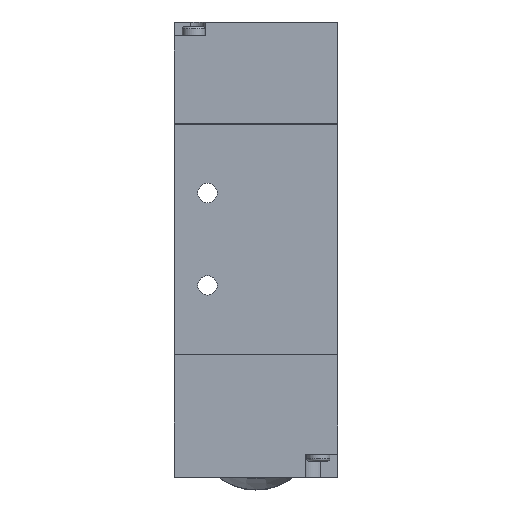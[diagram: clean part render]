
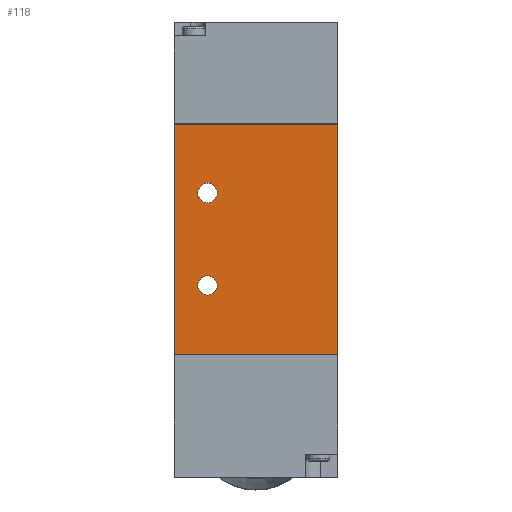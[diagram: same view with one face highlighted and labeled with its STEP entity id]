
A CAD part, front view. The second image highlights one B-rep face of the part: STEP entity #118.
In plain terms, the highlighted planar face has unit normal (0, -1, 0).
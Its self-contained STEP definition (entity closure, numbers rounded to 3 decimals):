
#118 = ADVANCED_FACE( '', ( #314, #315, #316 ), #317, .T. );
#314 = FACE_BOUND( '', #631, .T. );
#315 = FACE_BOUND( '', #632, .T. );
#316 = FACE_OUTER_BOUND( '', #633, .T. );
#317 = PLANE( '', #634 );
#631 = EDGE_LOOP( '', ( #1176 ) );
#632 = EDGE_LOOP( '', ( #1177 ) );
#633 = EDGE_LOOP( '', ( #1178, #1179, #1180, #1181 ) );
#634 = AXIS2_PLACEMENT_3D( '', #1182, #1183, #1184 );
#1176 = ORIENTED_EDGE( '', *, *, #1954, .T. );
#1177 = ORIENTED_EDGE( '', *, *, #1955, .T. );
#1178 = ORIENTED_EDGE( '', *, *, #1916, .T. );
#1179 = ORIENTED_EDGE( '', *, *, #1953, .T. );
#1180 = ORIENTED_EDGE( '', *, *, #1936, .F. );
#1181 = ORIENTED_EDGE( '', *, *, #1956, .F. );
#1182 = CARTESIAN_POINT( '', ( -17.7, -13.2, -57. ) );
#1183 = DIRECTION( '', ( 0., -1., 0. ) );
#1184 = DIRECTION( '', ( 0., 0., -1. ) );
#1916 = EDGE_CURVE( '', #2286, #2290, #2292, .T. );
#1936 = EDGE_CURVE( '', #2326, #2328, #2329, .T. );
#1953 = EDGE_CURVE( '', #2290, #2328, #2355, .T. );
#1954 = EDGE_CURVE( '', #2356, #2356, #2357, .T. );
#1955 = EDGE_CURVE( '', #2358, #2358, #2359, .T. );
#1956 = EDGE_CURVE( '', #2286, #2326, #2360, .T. );
#2286 = VERTEX_POINT( '', #2869 );
#2290 = VERTEX_POINT( '', #2875 );
#2292 = LINE( '', #2878, #2879 );
#2326 = VERTEX_POINT( '', #2921 );
#2328 = VERTEX_POINT( '', #2924 );
#2329 = LINE( '', #2925, #2926 );
#2355 = LINE( '', #2964, #2965 );
#2356 = VERTEX_POINT( '', #2966 );
#2357 = CIRCLE( '', #2967, 2.1 );
#2358 = VERTEX_POINT( '', #2968 );
#2359 = CIRCLE( '', #2969, 2.1 );
#2360 = LINE( '', #2970, #2971 );
#2869 = CARTESIAN_POINT( '', ( -17.7, -13.2, -56.9 ) );
#2875 = CARTESIAN_POINT( '', ( 17.7, -13.2, -56.9 ) );
#2878 = CARTESIAN_POINT( '', ( -17.7, -13.2, -56.9 ) );
#2879 = VECTOR( '', #3479, 1000. );
#2921 = CARTESIAN_POINT( '', ( -17.7, -13.2, -7.1 ) );
#2924 = CARTESIAN_POINT( '', ( 17.7, -13.2, -7.1 ) );
#2925 = CARTESIAN_POINT( '', ( -17.7, -13.2, -7.1 ) );
#2926 = VECTOR( '', #3519, 1000. );
#2964 = CARTESIAN_POINT( '', ( 17.7, -13.2, -57. ) );
#2965 = VECTOR( '', #3544, 1000. );
#2966 = CARTESIAN_POINT( '', ( -8.4, -13.2, -42. ) );
#2967 = AXIS2_PLACEMENT_3D( '', #3545, #3546, #3547 );
#2968 = CARTESIAN_POINT( '', ( -8.4, -13.2, -22. ) );
#2969 = AXIS2_PLACEMENT_3D( '', #3548, #3549, #3550 );
#2970 = CARTESIAN_POINT( '', ( -17.7, -13.2, -57. ) );
#2971 = VECTOR( '', #3551, 1000. );
#3479 = DIRECTION( '', ( 1., 0., 0. ) );
#3519 = DIRECTION( '', ( 1., 0., 0. ) );
#3544 = DIRECTION( '', ( 0., 0., 1. ) );
#3545 = CARTESIAN_POINT( '', ( -10.5, -13.2, -42. ) );
#3546 = DIRECTION( '', ( 0., 1., 0. ) );
#3547 = DIRECTION( '', ( 1., 0., 0. ) );
#3548 = CARTESIAN_POINT( '', ( -10.5, -13.2, -22. ) );
#3549 = DIRECTION( '', ( 0., 1., 0. ) );
#3550 = DIRECTION( '', ( 1., 0., 0. ) );
#3551 = DIRECTION( '', ( 0., 0., 1. ) );
